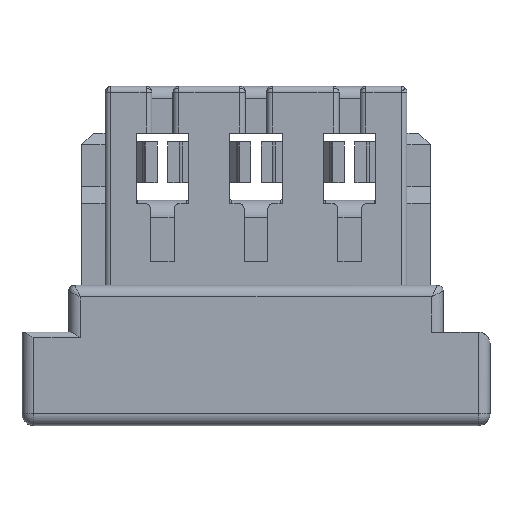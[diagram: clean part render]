
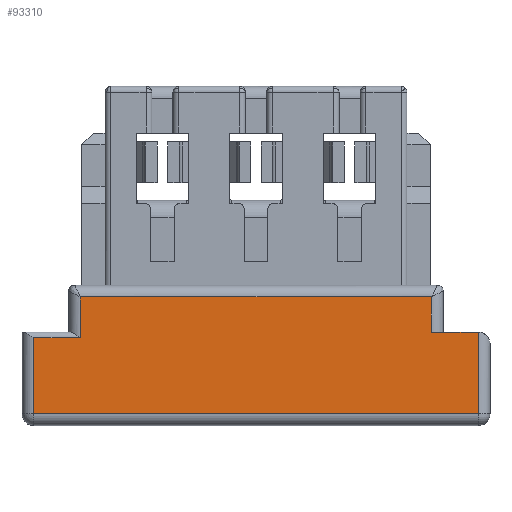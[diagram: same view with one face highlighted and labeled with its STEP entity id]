
A CAD part, front view. The second image highlights one B-rep face of the part: STEP entity #93310.
In plain terms, the highlighted planar face has unit normal (0, -1, 0).
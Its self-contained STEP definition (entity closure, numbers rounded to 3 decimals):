
#440=CARTESIAN_POINT('',(-8.3,0.,1.1));
#450=VERTEX_POINT('',#440);
#12250=CARTESIAN_POINT('',(-8.7,0.,0.75));
#12260=VERTEX_POINT('',#12250);
#12290=CARTESIAN_POINT('',(-8.7,0.,0.));
#12300=DIRECTION('',(0.,0.,1.));
#12310=VECTOR('',#12300,1.);
#12320=LINE('',#12290,#12310);
#12330=CARTESIAN_POINT('',(-8.7,0.,0.1));
#12340=VERTEX_POINT('',#12330);
#12350=EDGE_CURVE('',#12340,#12260,#12320,.T.);
#12610=CARTESIAN_POINT('',(-8.3,0.,1.172));
#12620=DIRECTION('',(0.,0.,-1.));
#12630=VECTOR('',#12620,1.);
#12640=LINE('',#12610,#12630);
#12650=CARTESIAN_POINT('',(-8.3,0.,0.75));
#12660=VERTEX_POINT('',#12650);
#12670=EDGE_CURVE('',#450,#12660,#12640,.T.);
#16880=CARTESIAN_POINT('',(0.,0.,0.75));
#16890=DIRECTION('',(1.,0.,0.));
#16900=VECTOR('',#16890,1.);
#16910=LINE('',#16880,#16900);
#16920=EDGE_CURVE('',#12260,#12660,#16910,.T.);
#92830=CARTESIAN_POINT('',(-4.8,0.,0.6));
#92840=DIRECTION('',(0.,-1.,0.));
#92850=DIRECTION('',(1.,0.,0.));
#92860=AXIS2_PLACEMENT_3D('',#92830,#92840,#92850);
#92870=PLANE('',#92860);
#92880=CARTESIAN_POINT('',(-5.3,0.,0.028));
#92890=DIRECTION('',(0.,0.,1.));
#92900=VECTOR('',#92890,1.);
#92910=LINE('',#92880,#92900);
#92920=CARTESIAN_POINT('',(-5.3,0.,0.8));
#92930=VERTEX_POINT('',#92920);
#92940=CARTESIAN_POINT('',(-5.3,0.,1.1));
#92950=VERTEX_POINT('',#92940);
#92960=EDGE_CURVE('',#92930,#92950,#92910,.T.);
#92970=ORIENTED_EDGE('',*,*,#92960,.T.);
#92980=CARTESIAN_POINT('',(-5.3,0.,0.8));
#92990=DIRECTION('',(1.,0.,0.));
#93000=VECTOR('',#92990,1.);
#93010=LINE('',#92980,#93000);
#93020=CARTESIAN_POINT('',(-4.9,0.,0.8));
#93030=VERTEX_POINT('',#93020);
#93040=EDGE_CURVE('',#92930,#93030,#93010,.T.);
#93050=ORIENTED_EDGE('',*,*,#93040,.F.);
#93060=CARTESIAN_POINT('',(-4.9,0.,0.));
#93070=DIRECTION('',(0.,0.,1.));
#93080=VECTOR('',#93070,1.);
#93090=LINE('',#93060,#93080);
#93100=CARTESIAN_POINT('',(-4.9,0.,0.1));
#93110=VERTEX_POINT('',#93100);
#93120=EDGE_CURVE('',#93110,#93030,#93090,.T.);
#93130=ORIENTED_EDGE('',*,*,#93120,.T.);
#93140=CARTESIAN_POINT('',(-13.6,0.,0.1));
#93150=DIRECTION('',(1.,0.,0.));
#93160=VECTOR('',#93150,1.);
#93170=LINE('',#93140,#93160);
#93180=EDGE_CURVE('',#12340,#93110,#93170,.T.);
#93190=ORIENTED_EDGE('',*,*,#93180,.T.);
#93200=ORIENTED_EDGE('',*,*,#12350,.F.);
#93210=ORIENTED_EDGE('',*,*,#16920,.F.);
#93220=ORIENTED_EDGE('',*,*,#12670,.T.);
#93230=CARTESIAN_POINT('',(8.684,0.,1.1));
#93240=DIRECTION('',(-1.,0.,0.));
#93250=VECTOR('',#93240,1.);
#93260=LINE('',#93230,#93250);
#93270=EDGE_CURVE('',#92950,#450,#93260,.T.);
#93280=ORIENTED_EDGE('',*,*,#93270,.T.);
#93290=EDGE_LOOP('',(#93280,#93220,#93210,#93200,#93190,#93130,#93050,
#92970));
#93300=FACE_OUTER_BOUND('',#93290,.T.);
#93310=ADVANCED_FACE('',(#93300),#92870,.T.);
